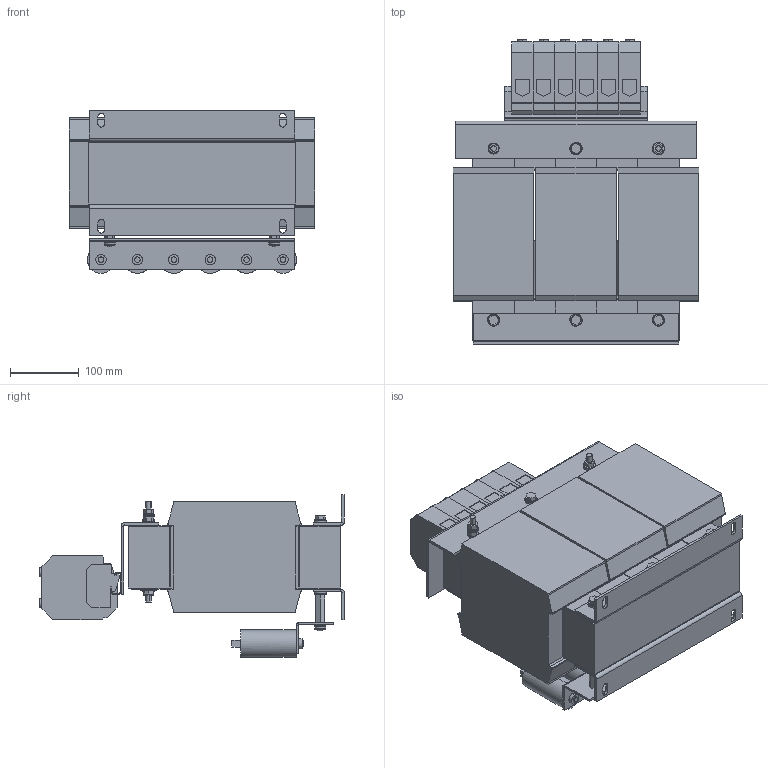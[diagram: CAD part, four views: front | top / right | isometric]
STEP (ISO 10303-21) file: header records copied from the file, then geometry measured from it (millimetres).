
FILE_DESCRIPTION (( 'STEP AP214' ), '1' );
FILE_NAME ('189666.STEP', '2020-12-01T14:26:22', ( '' ), ( '' ), 'SwSTEP 2.0', 'SolidWorks 2018', '' );
FILE_SCHEMA (( 'AUTOMOTIVE_DESIGN' ));
Length unit declared in the file: millimetre
Products named in the file (1): 189666
Bounding box: 357 x 443.3 x 237.05 mm (x, y, z)
Volume: 16823379.1 mm3; surface area: 997357 mm2
Topology: 1 solids, 1 shells, 909 faces, 2274 edges, 1456 vertices
Faces by surface type: plane 711, cylinder 166, cone 18, torus 10, sphere 4
Full cylindrical faces by diameter (mm): 10 x6
Entity records: 27134 total; most frequent: CARTESIAN_POINT 4988, ORIENTED_EDGE 4560, DIRECTION 4502, EDGE_CURVE 2280, VECTOR 1806, LINE 1806, VERTEX_POINT 1462, AXIS2_PLACEMENT_3D 1348
